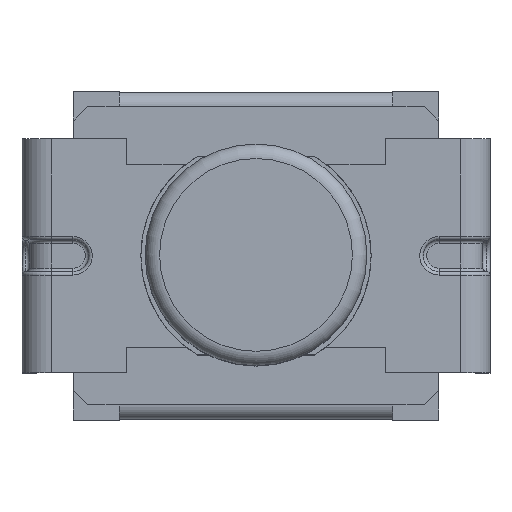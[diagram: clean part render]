
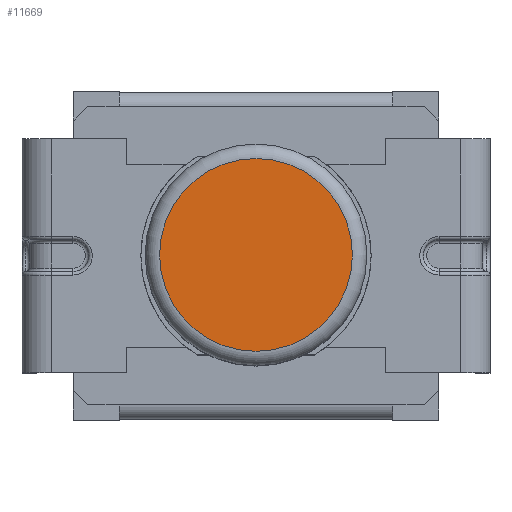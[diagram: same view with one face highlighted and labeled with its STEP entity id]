
A CAD part, top view. The second image highlights one B-rep face of the part: STEP entity #11669.
In plain terms, the highlighted planar face has unit normal (0, 0, 1).
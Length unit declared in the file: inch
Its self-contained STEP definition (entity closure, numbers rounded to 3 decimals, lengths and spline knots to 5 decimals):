
#784=CIRCLE('',#12711,0.13189);
#1634=FACE_OUTER_BOUND('',#2316,.T.);
#2316=EDGE_LOOP('',(#10664));
#5591=VERTEX_POINT('',#20664);
#7289=EDGE_CURVE('',#5591,#5591,#784,.T.);
#10664=ORIENTED_EDGE('',*,*,#7289,.F.);
#11014=PLANE('',#12714);
#11669=ADVANCED_FACE('',(#1634),#11014,.F.);
#12711=AXIS2_PLACEMENT_3D('',#20666,#15847,#15848);
#12714=AXIS2_PLACEMENT_3D('',#20671,#15854,#15855);
#15847=DIRECTION('center_axis',(0.,0.,
-1.));
#15848=DIRECTION('ref_axis',(1.,0.,0.));
#15854=DIRECTION('center_axis',(0.,0.,
-1.));
#15855=DIRECTION('ref_axis',(1.,0.,0.));
#20664=CARTESIAN_POINT('',(-0.13189,0.,1.03113));
#20666=CARTESIAN_POINT('Origin',(0.,0.,
1.03113));
#20671=CARTESIAN_POINT('Origin',(0.,0.,
1.03113));
